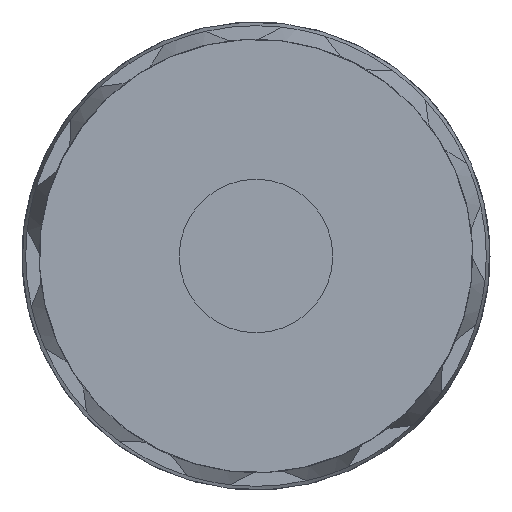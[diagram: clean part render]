
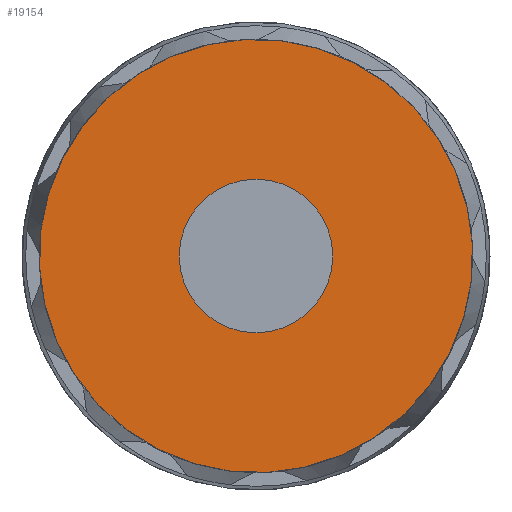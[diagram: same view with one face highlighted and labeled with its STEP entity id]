
A CAD part, front view. The second image highlights one B-rep face of the part: STEP entity #19154.
In plain terms, the highlighted planar face has unit normal (0, -1, 0).
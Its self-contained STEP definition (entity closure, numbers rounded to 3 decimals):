
#19072=CARTESIAN_POINT('',(-4.786,-36.4,7.326));
#19073=VERTEX_POINT('',#19072);
#19080=CARTESIAN_POINT('',(0.,-36.4,0.));
#19081=DIRECTION('',(-0.547,0.,0.837));
#19082=DIRECTION('',(0.,-1.,0.));
#19083=AXIS2_PLACEMENT_3D('',#19080,#19082,#19081);
#19084=CIRCLE('',#19083,8.751);
#19085=EDGE_CURVE('',#19073,#19073,#19084,.T.);
#19146=CARTESIAN_POINT('',(1.282,-36.4,-1.963));
#19147=DIRECTION('',(-0.547,0.,0.837));
#19148=DIRECTION('',(0.,-1.,0.));
#19149=AXIS2_PLACEMENT_3D('',#19146,#19148,#19147);
#19150=PLANE('',#19149);
#19151=ORIENTED_EDGE('',*,*,#19085,.T.);
#19152=EDGE_LOOP('',(#19151));
#19153=FACE_OUTER_BOUND('',#19152,.T.);
#19154=ADVANCED_FACE('',(#19153),#19150,.T.);
